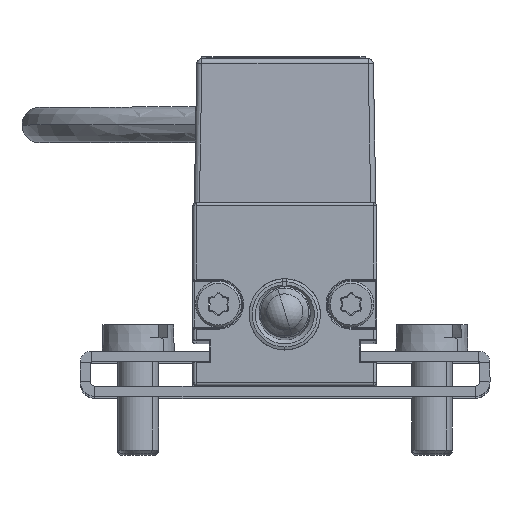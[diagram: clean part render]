
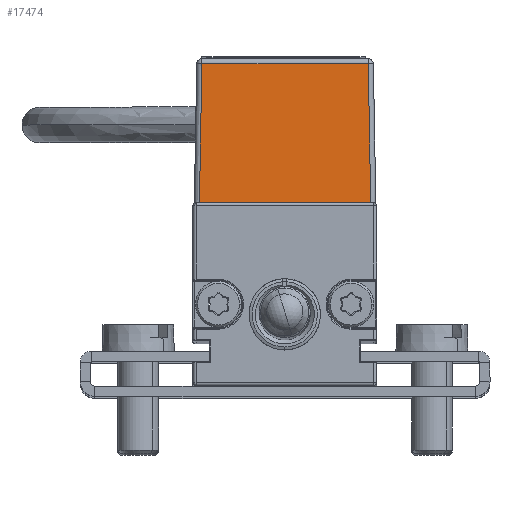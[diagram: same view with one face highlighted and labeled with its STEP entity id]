
A CAD part, top view. The second image highlights one B-rep face of the part: STEP entity #17474.
In plain terms, the highlighted planar face has unit normal (0, 0.018, 1).
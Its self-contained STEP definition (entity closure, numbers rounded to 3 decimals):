
#195 = DIRECTION ( 'NONE',  ( -0.017, 1., -0.017 ) ) ;
#550 = VERTEX_POINT ( 'NONE', #11931 ) ;
#816 = VECTOR ( 'NONE', #9288, 1000. ) ;
#1393 = VECTOR ( 'NONE', #7312, 1000. ) ;
#2271 = VECTOR ( 'NONE', #16807, 1000. ) ;
#4061 = EDGE_CURVE ( 'NONE', #10326, #13214, #15720, .T. ) ;
#4062 = EDGE_CURVE ( 'NONE', #13214, #550, #20701, .T. ) ;
#4111 = VECTOR ( 'NONE', #195, 1000. ) ;
#4712 = LINE ( 'NONE', #11372, #4111 ) ;
#5527 = CARTESIAN_POINT ( 'NONE',  ( -8.868, 31.583, 160.771 ) ) ;
#6528 = CARTESIAN_POINT ( 'NONE',  ( 8.426, 18., 161.009 ) ) ;
#7312 = DIRECTION ( 'NONE',  ( -1., 0., 0. ) ) ;
#8866 = VERTEX_POINT ( 'NONE', #6528 ) ;
#8966 = DIRECTION ( 'NONE',  ( 0., 0.017, 1. ) ) ;
#9107 = EDGE_CURVE ( 'NONE', #8866, #10326, #4712, .T. ) ;
#9288 = DIRECTION ( 'NONE',  ( -0.017, -1., 0.017 ) ) ;
#9377 = FACE_OUTER_BOUND ( 'NONE', #13266, .T. ) ;
#9410 = ORIENTED_EDGE ( 'NONE', *, *, #12229, .T. ) ;
#10326 = VERTEX_POINT ( 'NONE', #13510 ) ;
#11372 = CARTESIAN_POINT ( 'NONE',  ( 8.421, 18.302, 161.003 ) ) ;
#11931 = CARTESIAN_POINT ( 'NONE',  ( -8.366, 18., 161.009 ) ) ;
#12229 = EDGE_CURVE ( 'NONE', #550, #8866, #12810, .T. ) ;
#12810 = LINE ( 'NONE', #14956, #2271 ) ;
#13214 = VERTEX_POINT ( 'NONE', #16762 ) ;
#13266 = EDGE_LOOP ( 'NONE', ( #14799, #23173, #23567, #9410 ) ) ;
#13352 = AXIS2_PLACEMENT_3D ( 'NONE', #20145, #8966, #21993 ) ;
#13510 = CARTESIAN_POINT ( 'NONE',  ( 8.189, 31.583, 160.771 ) ) ;
#14799 = ORIENTED_EDGE ( 'NONE', *, *, #9107, .T. ) ;
#14956 = CARTESIAN_POINT ( 'NONE',  ( -8.868, 18., 161.009 ) ) ;
#15720 = LINE ( 'NONE', #5527, #1393 ) ;
#16762 = CARTESIAN_POINT ( 'NONE',  ( -8.129, 31.583, 160.771 ) ) ;
#16807 = DIRECTION ( 'NONE',  ( 1., 0., 0. ) ) ;
#17474 = ADVANCED_FACE ( 'NONE', ( #9377 ), #18148, .T. ) ;
#18148 = PLANE ( 'NONE',  #13352 ) ;
#18546 = CARTESIAN_POINT ( 'NONE',  ( -8.366, 17.991, 161.009 ) ) ;
#20145 = CARTESIAN_POINT ( 'NONE',  ( -8.868, 18., 161.009 ) ) ;
#20701 = LINE ( 'NONE', #18546, #816 ) ;
#21993 = DIRECTION ( 'NONE',  ( 0., -1., 0.017 ) ) ;
#23173 = ORIENTED_EDGE ( 'NONE', *, *, #4061, .T. ) ;
#23567 = ORIENTED_EDGE ( 'NONE', *, *, #4062, .T. ) ;
